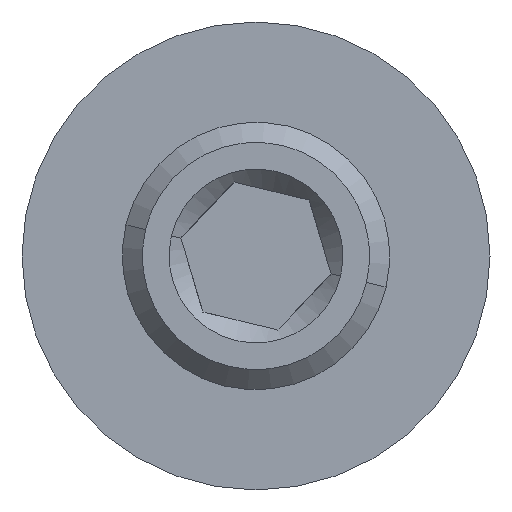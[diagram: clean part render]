
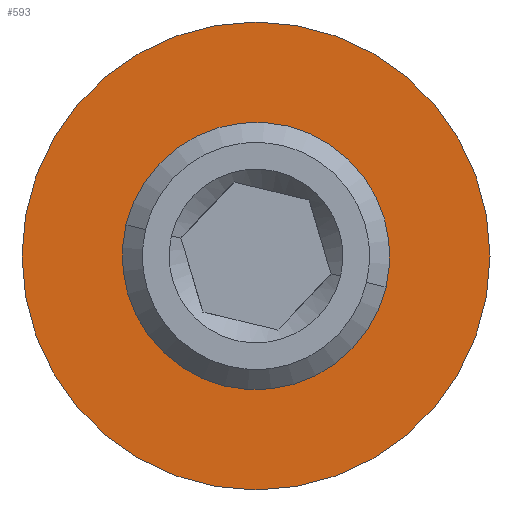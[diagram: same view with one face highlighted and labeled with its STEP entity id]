
A CAD part, front view. The second image highlights one B-rep face of the part: STEP entity #593.
In plain terms, the highlighted planar face has unit normal (0, -1, 0).
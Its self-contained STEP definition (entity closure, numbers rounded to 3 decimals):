
#31 = CARTESIAN_POINT ( 'NONE',  ( 3.9, -330., 0. ) ) ;
#39 = PLANE ( 'NONE',  #931 ) ;
#41 = EDGE_CURVE ( 'NONE', #548, #47, #288, .T. ) ;
#42 = CARTESIAN_POINT ( 'NONE',  ( 0., -330., 0. ) ) ;
#47 = VERTEX_POINT ( 'NONE', #767 ) ;
#61 = DIRECTION ( 'NONE',  ( 0., -1., 0. ) ) ;
#66 = ORIENTED_EDGE ( 'NONE', *, *, #204, .T. ) ;
#68 = EDGE_LOOP ( 'NONE', ( #779, #483 ) ) ;
#132 = DIRECTION ( 'NONE',  ( 1., 0., 0. ) ) ;
#151 = VERTEX_POINT ( 'NONE', #790 ) ;
#190 = DIRECTION ( 'NONE',  ( 0., -1., 0. ) ) ;
#204 = EDGE_CURVE ( 'NONE', #47, #548, #308, .T. ) ;
#256 = CARTESIAN_POINT ( 'NONE',  ( 0., -330., 0. ) ) ;
#283 = EDGE_LOOP ( 'NONE', ( #66, #520 ) ) ;
#288 = CIRCLE ( 'NONE', #571, 7. ) ;
#289 = AXIS2_PLACEMENT_3D ( 'NONE', #888, #301, #305 ) ;
#301 = DIRECTION ( 'NONE',  ( 0., 1., 0. ) ) ;
#305 = DIRECTION ( 'NONE',  ( 1., 0., 0. ) ) ;
#308 = CIRCLE ( 'NONE', #321, 7. ) ;
#321 = AXIS2_PLACEMENT_3D ( 'NONE', #854, #61, #132 ) ;
#332 = CARTESIAN_POINT ( 'NONE',  ( 3.4, -330., 0. ) ) ;
#335 = FACE_OUTER_BOUND ( 'NONE', #283, .T. ) ;
#344 = AXIS2_PLACEMENT_3D ( 'NONE', #256, #902, #613 ) ;
#447 = EDGE_CURVE ( 'NONE', #151, #710, #882, .T. ) ;
#483 = ORIENTED_EDGE ( 'NONE', *, *, #447, .T. ) ;
#520 = ORIENTED_EDGE ( 'NONE', *, *, #41, .T. ) ;
#548 = VERTEX_POINT ( 'NONE', #883 ) ;
#571 = AXIS2_PLACEMENT_3D ( 'NONE', #42, #190, #780 ) ;
#593 = ADVANCED_FACE ( 'NONE', ( #684, #335 ), #39, .T. ) ;
#613 = DIRECTION ( 'NONE',  ( 1., 0., 0. ) ) ;
#663 = EDGE_CURVE ( 'NONE', #710, #151, #869, .T. ) ;
#684 = FACE_BOUND ( 'NONE', #68, .T. ) ;
#710 = VERTEX_POINT ( 'NONE', #31 ) ;
#760 = DIRECTION ( 'NONE',  ( 0., -1., 0. ) ) ;
#767 = CARTESIAN_POINT ( 'NONE',  ( 7., -330., 0. ) ) ;
#779 = ORIENTED_EDGE ( 'NONE', *, *, #663, .T. ) ;
#780 = DIRECTION ( 'NONE',  ( 1., 0., 0. ) ) ;
#790 = CARTESIAN_POINT ( 'NONE',  ( -3.9, -330., 0. ) ) ;
#854 = CARTESIAN_POINT ( 'NONE',  ( 0., -330., 0. ) ) ;
#869 = CIRCLE ( 'NONE', #344, 3.9 ) ;
#882 = CIRCLE ( 'NONE', #289, 3.9 ) ;
#883 = CARTESIAN_POINT ( 'NONE',  ( -7., -330., 0. ) ) ;
#888 = CARTESIAN_POINT ( 'NONE',  ( 0., -330., 0. ) ) ;
#893 = DIRECTION ( 'NONE',  ( 1., 0., 0. ) ) ;
#902 = DIRECTION ( 'NONE',  ( 0., 1., 0. ) ) ;
#931 = AXIS2_PLACEMENT_3D ( 'NONE', #332, #760, #893 ) ;
